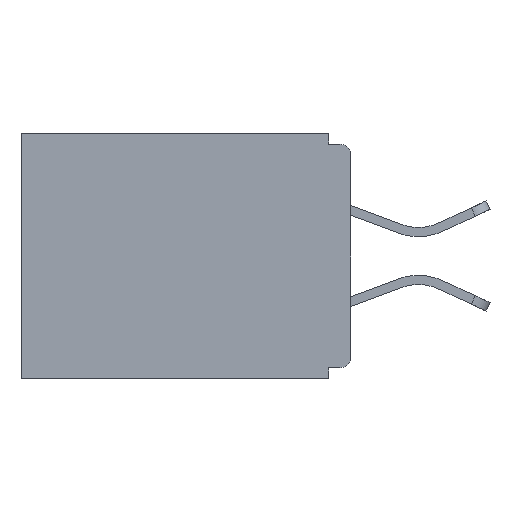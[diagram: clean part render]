
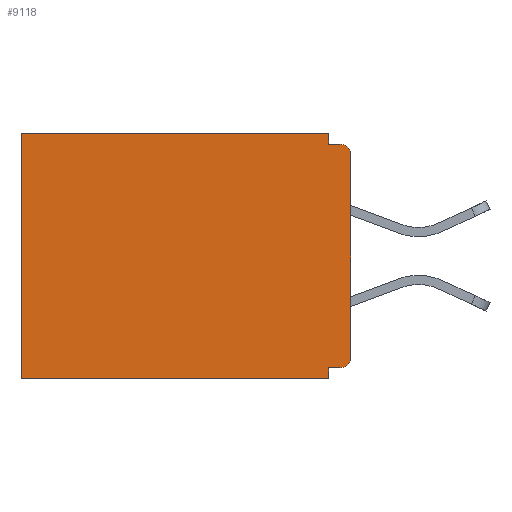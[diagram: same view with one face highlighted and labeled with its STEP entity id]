
A CAD part, left-side view. The second image highlights one B-rep face of the part: STEP entity #9118.
In plain terms, the highlighted planar face has unit normal (-1, 0, 0).
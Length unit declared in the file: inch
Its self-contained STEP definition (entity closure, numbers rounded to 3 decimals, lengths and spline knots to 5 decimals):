
#261 = CARTESIAN_POINT ( 'NONE',  ( 0.298, 0., 0. ) ) ;
#413 = DIRECTION ( 'NONE',  ( 0., -1., 0. ) ) ;
#435 = LINE ( 'NONE', #4979, #6126 ) ;
#895 = CIRCLE ( 'NONE', #14143, 0.015 ) ;
#935 = CARTESIAN_POINT ( 'NONE',  ( 0.298, 0.031, -0.343 ) ) ;
#940 = DIRECTION ( 'NONE',  ( 0., 0., -1. ) ) ;
#953 = CARTESIAN_POINT ( 'NONE',  ( 0.298, 0., 0. ) ) ;
#1119 = ORIENTED_EDGE ( 'NONE', *, *, #9982, .F. ) ;
#1359 = DIRECTION ( 'NONE',  ( 0., 1., 0. ) ) ;
#1710 = LINE ( 'NONE', #4742, #3115 ) ;
#2149 = ORIENTED_EDGE ( 'NONE', *, *, #10885, .T. ) ;
#2422 = DIRECTION ( 'NONE',  ( 0., 0., -1. ) ) ;
#2436 = ORIENTED_EDGE ( 'NONE', *, *, #5669, .F. ) ;
#2696 = CARTESIAN_POINT ( 'NONE',  ( 0.298, 0., 0. ) ) ;
#2712 = EDGE_CURVE ( 'NONE', #13871, #5858, #1710, .T. ) ;
#2787 = EDGE_CURVE ( 'NONE', #7006, #13010, #435, .T. ) ;
#3115 = VECTOR ( 'NONE', #2422, 39.37008 ) ;
#3323 = CARTESIAN_POINT ( 'NONE',  ( 0.298, 0., -0.328 ) ) ;
#3425 = DIRECTION ( 'NONE',  ( 0., 0., -1. ) ) ;
#3447 = EDGE_CURVE ( 'NONE', #14282, #13871, #13034, .T. ) ;
#3587 = LINE ( 'NONE', #953, #10184 ) ;
#3795 = LINE ( 'NONE', #3323, #9870 ) ;
#3857 = VERTEX_POINT ( 'NONE', #935 ) ;
#4027 = CIRCLE ( 'NONE', #5048, 0.015 ) ;
#4256 = VERTEX_POINT ( 'NONE', #13040 ) ;
#4742 = CARTESIAN_POINT ( 'NONE',  ( 0.298, 0.46, 0. ) ) ;
#4979 = CARTESIAN_POINT ( 'NONE',  ( 0.298, 0., -0.015 ) ) ;
#5048 = AXIS2_PLACEMENT_3D ( 'NONE', #10051, #13636, #940 ) ;
#5272 = DIRECTION ( 'NONE',  ( 0., 0., -1. ) ) ;
#5477 = CARTESIAN_POINT ( 'NONE',  ( 0.298, 0.015, -0.03 ) ) ;
#5669 = EDGE_CURVE ( 'NONE', #14282, #7006, #10856, .T. ) ;
#5740 = ORIENTED_EDGE ( 'NONE', *, *, #3447, .T. ) ;
#5858 = VERTEX_POINT ( 'NONE', #8039 ) ;
#5930 = FACE_OUTER_BOUND ( 'NONE', #11268, .T. ) ;
#6126 = VECTOR ( 'NONE', #413, 39.37008 ) ;
#6812 = DIRECTION ( 'NONE',  ( 0., 1., 0. ) ) ;
#6965 = DIRECTION ( 'NONE',  ( 0., 1., 0. ) ) ;
#7006 = VERTEX_POINT ( 'NONE', #14678 ) ;
#7013 = ORIENTED_EDGE ( 'NONE', *, *, #8924, .F. ) ;
#7030 = VECTOR ( 'NONE', #7125, 39.37008 ) ;
#7125 = DIRECTION ( 'NONE',  ( 0., 0., -1. ) ) ;
#7816 = CARTESIAN_POINT ( 'NONE',  ( 0.298, 0.031, -0.343 ) ) ;
#8039 = CARTESIAN_POINT ( 'NONE',  ( 0.298, 0.46, -0.343 ) ) ;
#8071 = VECTOR ( 'NONE', #1359, 39.37008 ) ;
#8097 = EDGE_CURVE ( 'NONE', #8563, #3857, #13401, .T. ) ;
#8297 = VERTEX_POINT ( 'NONE', #10277 ) ;
#8402 = VERTEX_POINT ( 'NONE', #12109 ) ;
#8562 = ORIENTED_EDGE ( 'NONE', *, *, #2712, .T. ) ;
#8563 = VERTEX_POINT ( 'NONE', #9368 ) ;
#8767 = DIRECTION ( 'NONE',  ( 0., 0., -1. ) ) ;
#8924 = EDGE_CURVE ( 'NONE', #8297, #8563, #3795, .T. ) ;
#8965 = EDGE_CURVE ( 'NONE', #3857, #5858, #9854, .T. ) ;
#9067 = CARTESIAN_POINT ( 'NONE',  ( 0.298, 0.015, -0.015 ) ) ;
#9118 = ADVANCED_FACE ( 'NONE', ( #5930 ), #11706, .F. ) ;
#9148 = VECTOR ( 'NONE', #6965, 39.37008 ) ;
#9368 = CARTESIAN_POINT ( 'NONE',  ( 0.298, 0.031, -0.328 ) ) ;
#9854 = LINE ( 'NONE', #12514, #8071 ) ;
#9870 = VECTOR ( 'NONE', #6812, 39.37008 ) ;
#9982 = EDGE_CURVE ( 'NONE', #8402, #4256, #3587, .T. ) ;
#9988 = AXIS2_PLACEMENT_3D ( 'NONE', #2696, #10650, #14031 ) ;
#10051 = CARTESIAN_POINT ( 'NONE',  ( 0.298, 0.015, -0.313 ) ) ;
#10184 = VECTOR ( 'NONE', #8767, 39.37008 ) ;
#10277 = CARTESIAN_POINT ( 'NONE',  ( 0.298, 0.015, -0.328 ) ) ;
#10422 = ORIENTED_EDGE ( 'NONE', *, *, #8965, .F. ) ;
#10650 = DIRECTION ( 'NONE',  ( 1., 0., 0. ) ) ;
#10856 = LINE ( 'NONE', #7816, #14207 ) ;
#10885 = EDGE_CURVE ( 'NONE', #8402, #13010, #895, .T. ) ;
#10923 = CARTESIAN_POINT ( 'NONE',  ( 0.298, 0.031, -0.343 ) ) ;
#11102 = DIRECTION ( 'NONE',  ( -1., 0., 0. ) ) ;
#11146 = ORIENTED_EDGE ( 'NONE', *, *, #8097, .F. ) ;
#11147 = ORIENTED_EDGE ( 'NONE', *, *, #12253, .T. ) ;
#11268 = EDGE_LOOP ( 'NONE', ( #2149, #11497, #2436, #5740, #8562, #10422, #11146, #7013, #11147, #1119 ) ) ;
#11497 = ORIENTED_EDGE ( 'NONE', *, *, #2787, .F. ) ;
#11706 = PLANE ( 'NONE',  #9988 ) ;
#11906 = CARTESIAN_POINT ( 'NONE',  ( 0.298, 0.031, 0. ) ) ;
#12109 = CARTESIAN_POINT ( 'NONE',  ( 0.298, 0., -0.03 ) ) ;
#12253 = EDGE_CURVE ( 'NONE', #8297, #4256, #4027, .T. ) ;
#12514 = CARTESIAN_POINT ( 'NONE',  ( 0.298, 0., -0.343 ) ) ;
#12846 = CARTESIAN_POINT ( 'NONE',  ( 0.298, 0.46, 0. ) ) ;
#13010 = VERTEX_POINT ( 'NONE', #9067 ) ;
#13034 = LINE ( 'NONE', #261, #9148 ) ;
#13040 = CARTESIAN_POINT ( 'NONE',  ( 0.298, 0., -0.313 ) ) ;
#13401 = LINE ( 'NONE', #10923, #7030 ) ;
#13636 = DIRECTION ( 'NONE',  ( -1., 0., 0. ) ) ;
#13871 = VERTEX_POINT ( 'NONE', #12846 ) ;
#14031 = DIRECTION ( 'NONE',  ( 0., 0., -1. ) ) ;
#14143 = AXIS2_PLACEMENT_3D ( 'NONE', #5477, #11102, #5272 ) ;
#14207 = VECTOR ( 'NONE', #3425, 39.37008 ) ;
#14282 = VERTEX_POINT ( 'NONE', #11906 ) ;
#14678 = CARTESIAN_POINT ( 'NONE',  ( 0.298, 0.031, -0.015 ) ) ;
